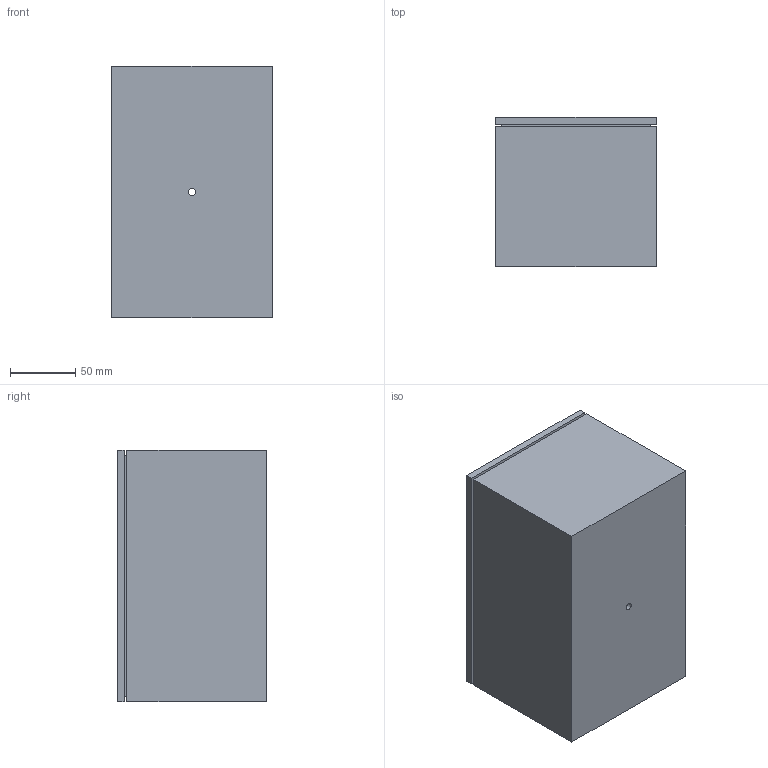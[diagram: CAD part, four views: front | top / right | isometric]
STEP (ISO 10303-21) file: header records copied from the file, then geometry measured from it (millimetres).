
FILE_DESCRIPTION(/* description */ (''),/* implementation_level */ '2;1');
FILE_NAME(/* name */ 'Ayy_Case v0.1.1.stp',/* time_stamp */ '2024-08-07T14:09:15-04:00',/* author */ ('cheap'),/* organization */ (''),/* preprocessor_version */ 'ST-DEVELOPER v20',/* originating_system */ 'Autodesk Inventor 2025',/* authorisation */ '');
FILE_SCHEMA (('AUTOMOTIVE_DESIGN { 1 0 10303 214 3 1 1 }'));
Length unit declared in the file: inch
Products named in the file (1): Ayy_Case v0.1.1
Bounding box: 123.24 x 114.33 x 193.09 mm (x, y, z)
Volume: 1255561.8 mm3; surface area: 172871 mm2
Topology: 1 solids, 1 shells, 22 faces, 51 edges, 34 vertices
Faces by surface type: plane 21, cylinder 1
Full cylindrical faces by diameter (mm): 5.512 x1
Entity records: 666 total; most frequent: CARTESIAN_POINT 108, ORIENTED_EDGE 102, DIRECTION 99, EDGE_CURVE 51, LINE 49, VECTOR 49, VERTEX_POINT 34, EDGE_LOOP 27
